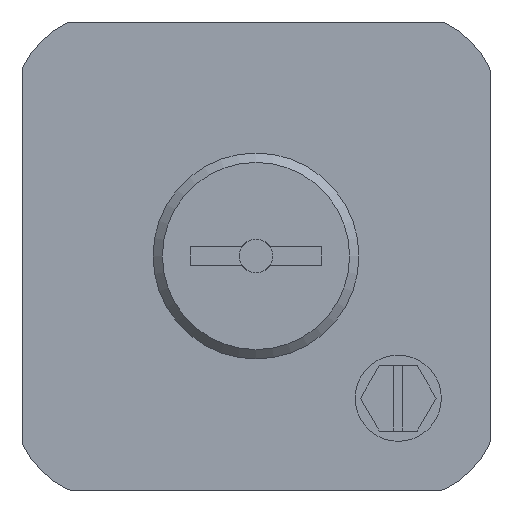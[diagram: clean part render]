
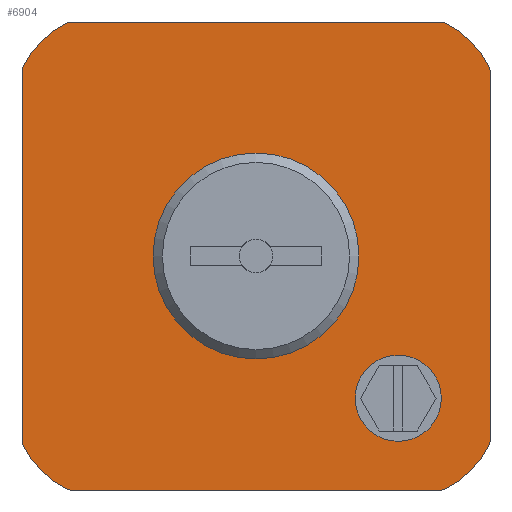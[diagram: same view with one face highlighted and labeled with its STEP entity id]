
A CAD part, front view. The second image highlights one B-rep face of the part: STEP entity #6904.
In plain terms, the highlighted planar face has unit normal (0, -1, 0).
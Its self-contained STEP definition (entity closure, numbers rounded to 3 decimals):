
#222=PLANE('',#7430);
#588=LINE('',#10416,#986);
#589=LINE('',#10424,#987);
#590=LINE('',#10432,#988);
#591=LINE('',#10440,#989);
#986=VECTOR('',#8765,1000.);
#987=VECTOR('',#8772,1000.);
#988=VECTOR('',#8779,1000.);
#989=VECTOR('',#8786,1000.);
#2252=ORIENTED_EDGE('',*,*,#3077,.F.);
#2253=ORIENTED_EDGE('',*,*,#3076,.F.);
#2254=ORIENTED_EDGE('',*,*,#3120,.F.);
#2255=ORIENTED_EDGE('',*,*,#3121,.F.);
#2256=ORIENTED_EDGE('',*,*,#3122,.F.);
#2257=ORIENTED_EDGE('',*,*,#3123,.F.);
#2258=ORIENTED_EDGE('',*,*,#3124,.F.);
#2259=ORIENTED_EDGE('',*,*,#3125,.F.);
#2260=ORIENTED_EDGE('',*,*,#3126,.F.);
#2261=ORIENTED_EDGE('',*,*,#3127,.F.);
#2262=ORIENTED_EDGE('',*,*,#3128,.F.);
#2263=ORIENTED_EDGE('',*,*,#3129,.F.);
#2264=ORIENTED_EDGE('',*,*,#3130,.F.);
#2265=ORIENTED_EDGE('',*,*,#3131,.F.);
#2266=ORIENTED_EDGE('',*,*,#3132,.F.);
#2267=ORIENTED_EDGE('',*,*,#3133,.F.);
#2268=ORIENTED_EDGE('',*,*,#3134,.F.);
#2269=ORIENTED_EDGE('',*,*,#3135,.F.);
#3076=EDGE_CURVE('',#3627,#3627,#3942,.F.);
#3077=EDGE_CURVE('',#3628,#3628,#3943,.F.);
#3120=EDGE_CURVE('',#3651,#3652,#3948,.T.);
#3121=EDGE_CURVE('',#3653,#3651,#3949,.T.);
#3122=EDGE_CURVE('',#3654,#3653,#3950,.T.);
#3123=EDGE_CURVE('',#3655,#3654,#588,.T.);
#3124=EDGE_CURVE('',#3656,#3655,#3951,.T.);
#3125=EDGE_CURVE('',#3657,#3656,#3952,.T.);
#3126=EDGE_CURVE('',#3658,#3657,#3953,.T.);
#3127=EDGE_CURVE('',#3659,#3658,#589,.T.);
#3128=EDGE_CURVE('',#3660,#3659,#3954,.T.);
#3129=EDGE_CURVE('',#3661,#3660,#3955,.T.);
#3130=EDGE_CURVE('',#3662,#3661,#3956,.T.);
#3131=EDGE_CURVE('',#3663,#3662,#590,.T.);
#3132=EDGE_CURVE('',#3664,#3663,#3957,.T.);
#3133=EDGE_CURVE('',#3665,#3664,#3958,.T.);
#3134=EDGE_CURVE('',#3666,#3665,#3959,.T.);
#3135=EDGE_CURVE('',#3652,#3666,#591,.T.);
#3627=VERTEX_POINT('',#10318);
#3628=VERTEX_POINT('',#10321);
#3651=VERTEX_POINT('',#10410);
#3652=VERTEX_POINT('',#10411);
#3653=VERTEX_POINT('',#10413);
#3654=VERTEX_POINT('',#10415);
#3655=VERTEX_POINT('',#10417);
#3656=VERTEX_POINT('',#10419);
#3657=VERTEX_POINT('',#10421);
#3658=VERTEX_POINT('',#10423);
#3659=VERTEX_POINT('',#10425);
#3660=VERTEX_POINT('',#10427);
#3661=VERTEX_POINT('',#10429);
#3662=VERTEX_POINT('',#10431);
#3663=VERTEX_POINT('',#10433);
#3664=VERTEX_POINT('',#10435);
#3665=VERTEX_POINT('',#10437);
#3666=VERTEX_POINT('',#10439);
#3942=CIRCLE('',#7401,4.6);
#3943=CIRCLE('',#7403,11.);
#3948=CIRCLE('',#7431,0.6);
#3949=CIRCLE('',#7432,10.5);
#3950=CIRCLE('',#7433,0.6);
#3951=CIRCLE('',#7434,0.6);
#3952=CIRCLE('',#7435,10.5);
#3953=CIRCLE('',#7436,0.6);
#3954=CIRCLE('',#7437,0.6);
#3955=CIRCLE('',#7438,10.5);
#3956=CIRCLE('',#7439,0.6);
#3957=CIRCLE('',#7440,0.6);
#3958=CIRCLE('',#7441,10.5);
#3959=CIRCLE('',#7442,0.6);
#4307=EDGE_LOOP('',(#2252));
#4308=EDGE_LOOP('',(#2253));
#4309=EDGE_LOOP('',(#2254,#2255,#2256,#2257,#2258,#2259,#2260,#2261,#2262,
#2263,#2264,#2265,#2266,#2267,#2268,#2269));
#4743=FACE_BOUND('',#4307,.T.);
#4744=FACE_BOUND('',#4308,.T.);
#4745=FACE_BOUND('',#4309,.T.);
#6904=ADVANCED_FACE('',(#4743,#4744,#4745),#222,.F.);
#7401=AXIS2_PLACEMENT_3D('',#10317,#8661,#8662);
#7403=AXIS2_PLACEMENT_3D('',#10320,#8665,#8666);
#7430=AXIS2_PLACEMENT_3D('',#10408,#8757,#8758);
#7431=AXIS2_PLACEMENT_3D('',#10409,#8759,#8760);
#7432=AXIS2_PLACEMENT_3D('',#10412,#8761,#8762);
#7433=AXIS2_PLACEMENT_3D('',#10414,#8763,#8764);
#7434=AXIS2_PLACEMENT_3D('',#10418,#8766,#8767);
#7435=AXIS2_PLACEMENT_3D('',#10420,#8768,#8769);
#7436=AXIS2_PLACEMENT_3D('',#10422,#8770,#8771);
#7437=AXIS2_PLACEMENT_3D('',#10426,#8773,#8774);
#7438=AXIS2_PLACEMENT_3D('',#10428,#8775,#8776);
#7439=AXIS2_PLACEMENT_3D('',#10430,#8777,#8778);
#7440=AXIS2_PLACEMENT_3D('',#10434,#8780,#8781);
#7441=AXIS2_PLACEMENT_3D('',#10436,#8782,#8783);
#7442=AXIS2_PLACEMENT_3D('',#10438,#8784,#8785);
#8661=DIRECTION('',(0.,1.,0.));
#8662=DIRECTION('',(0.,0.,1.));
#8665=DIRECTION('',(0.,1.,0.));
#8666=DIRECTION('',(0.,0.,1.));
#8757=DIRECTION('',(0.,1.,0.));
#8758=DIRECTION('',(0.,0.,1.));
#8759=DIRECTION('',(0.,1.,0.));
#8760=DIRECTION('',(1.,0.,0.));
#8761=DIRECTION('',(0.,1.,0.));
#8762=DIRECTION('',(1.,0.,0.));
#8763=DIRECTION('',(0.,1.,0.));
#8764=DIRECTION('',(1.,0.,0.));
#8765=DIRECTION('',(-1.,0.,0.));
#8766=DIRECTION('',(0.,1.,0.));
#8767=DIRECTION('',(1.,0.,0.));
#8768=DIRECTION('',(0.,1.,0.));
#8769=DIRECTION('',(1.,0.,0.));
#8770=DIRECTION('',(0.,1.,0.));
#8771=DIRECTION('',(1.,0.,0.));
#8772=DIRECTION('',(0.,0.,-1.));
#8773=DIRECTION('',(0.,1.,0.));
#8774=DIRECTION('',(1.,0.,0.));
#8775=DIRECTION('',(0.,1.,0.));
#8776=DIRECTION('',(1.,0.,0.));
#8777=DIRECTION('',(0.,1.,0.));
#8778=DIRECTION('',(1.,0.,0.));
#8779=DIRECTION('',(1.,0.,0.));
#8780=DIRECTION('',(0.,1.,0.));
#8781=DIRECTION('',(1.,0.,0.));
#8782=DIRECTION('',(0.,1.,0.));
#8783=DIRECTION('',(1.,0.,0.));
#8784=DIRECTION('',(0.,1.,0.));
#8785=DIRECTION('',(1.,0.,0.));
#8786=DIRECTION('',(0.,0.,1.));
#10317=CARTESIAN_POINT('',(15.2,0.,-15.2));
#10318=CARTESIAN_POINT('',(15.2,0.,-10.6));
#10320=CARTESIAN_POINT('',(0.,0.,0.));
#10321=CARTESIAN_POINT('',(0.,0.,11.));
#10408=CARTESIAN_POINT('',(-24.4,0.,-19.836));
#10409=CARTESIAN_POINT('',(-24.4,0.,-19.836));
#10410=CARTESIAN_POINT('',(-24.939,0.,-20.099));
#10411=CARTESIAN_POINT('',(-25.,0.,-19.836));
#10412=CARTESIAN_POINT('',(-15.5,0.,-15.5));
#10413=CARTESIAN_POINT('',(-20.099,0.,-24.939));
#10414=CARTESIAN_POINT('',(-19.836,0.,-24.4));
#10415=CARTESIAN_POINT('',(-19.836,0.,-25.));
#10416=CARTESIAN_POINT('',(19.836,0.,-25.));
#10417=CARTESIAN_POINT('',(19.836,0.,-25.));
#10418=CARTESIAN_POINT('',(19.836,0.,-24.4));
#10419=CARTESIAN_POINT('',(20.099,0.,-24.939));
#10420=CARTESIAN_POINT('',(15.5,0.,-15.5));
#10421=CARTESIAN_POINT('',(24.939,0.,-20.099));
#10422=CARTESIAN_POINT('',(24.4,0.,-19.836));
#10423=CARTESIAN_POINT('',(25.,0.,-19.836));
#10424=CARTESIAN_POINT('',(25.,0.,19.836));
#10425=CARTESIAN_POINT('',(25.,0.,19.836));
#10426=CARTESIAN_POINT('',(24.4,0.,19.836));
#10427=CARTESIAN_POINT('',(24.939,0.,20.099));
#10428=CARTESIAN_POINT('',(15.5,0.,15.5));
#10429=CARTESIAN_POINT('',(20.099,0.,24.939));
#10430=CARTESIAN_POINT('',(19.836,0.,24.4));
#10431=CARTESIAN_POINT('',(19.836,0.,25.));
#10432=CARTESIAN_POINT('',(-19.836,0.,25.));
#10433=CARTESIAN_POINT('',(-19.836,0.,25.));
#10434=CARTESIAN_POINT('',(-19.836,0.,24.4));
#10435=CARTESIAN_POINT('',(-20.099,0.,24.939));
#10436=CARTESIAN_POINT('',(-15.5,0.,15.5));
#10437=CARTESIAN_POINT('',(-24.939,0.,20.099));
#10438=CARTESIAN_POINT('',(-24.4,0.,19.836));
#10439=CARTESIAN_POINT('',(-25.,0.,19.836));
#10440=CARTESIAN_POINT('',(-25.,0.,-19.836));
